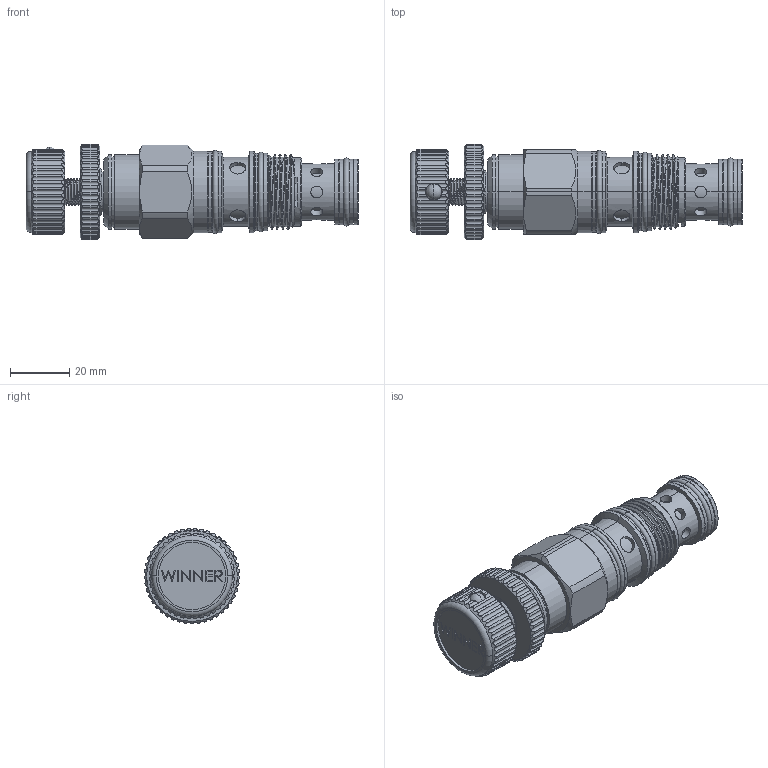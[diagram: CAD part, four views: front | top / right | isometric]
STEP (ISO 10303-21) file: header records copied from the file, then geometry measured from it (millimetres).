
FILE_DESCRIPTION (( 'STEP AP203' ), '1' );
FILE_NAME ('DP2A3N-K.STEP', '2024-05-28T03:47:20', ( '' ), ( '' ), 'SwSTEP 2.0', 'SolidWorks 2018', '' );
FILE_SCHEMA (( 'CONFIG_CONTROL_DESIGN' ));
Length unit declared in the file: millimetre
Products named in the file (1): DP2A3N-K
Bounding box: 111.91 x 32.2 x 32.18 mm (x, y, z)
Volume: 55259.3 mm3; surface area: 15545.7 mm2
Topology: 1 solids, 1 shells, 635 faces, 1672 edges, 1078 vertices
Faces by surface type: cylinder 392, plane 149, cone 52, bspline 24, torus 16, sphere 2
Entity records: 33982 total; most frequent: CARTESIAN_POINT 19054, ORIENTED_EDGE 3320, DIRECTION 2822, EDGE_CURVE 1660, VERTEX_POINT 1078, AXIS2_PLACEMENT_3D 1076, EDGE_LOOP 686, VECTOR 670
